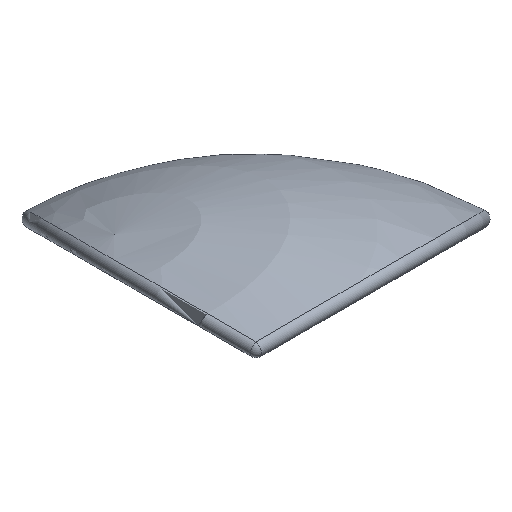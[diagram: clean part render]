
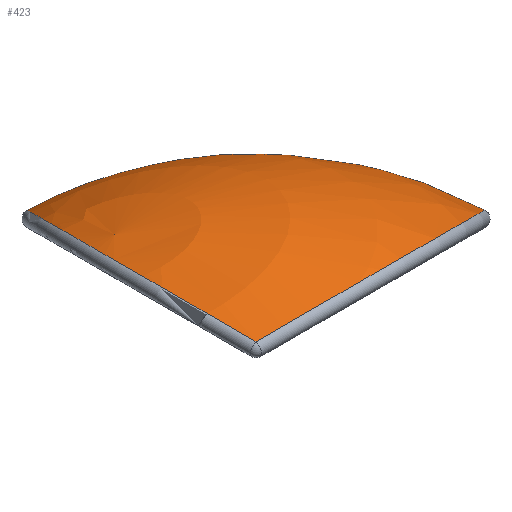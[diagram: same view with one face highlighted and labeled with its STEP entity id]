
A CAD part, top view. The second image highlights one B-rep face of the part: STEP entity #423.
In plain terms, the highlighted spherical face has radius 50 mm.
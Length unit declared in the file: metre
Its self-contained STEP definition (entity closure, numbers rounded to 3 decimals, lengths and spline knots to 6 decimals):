
#33=SPHERICAL_SURFACE('',#486,0.05);
#71=ORIENTED_EDGE('',*,*,#179,.T.);
#72=ORIENTED_EDGE('',*,*,#180,.T.);
#73=ORIENTED_EDGE('',*,*,#181,.T.);
#179=EDGE_CURVE('',#233,#234,#263,.F.);
#180=EDGE_CURVE('',#234,#235,#264,.F.);
#181=EDGE_CURVE('',#235,#233,#265,.F.);
#233=VERTEX_POINT('',#779);
#234=VERTEX_POINT('',#780);
#235=VERTEX_POINT('',#782);
#263=CIRCLE('',#487,0.042317);
#264=CIRCLE('',#488,0.042317);
#265=CIRCLE('',#489,0.042317);
#308=EDGE_LOOP('',(#71,#72,#73));
#364=FACE_BOUND('',#308,.T.);
#423=ADVANCED_FACE('',(#364),#33,.T.);
#486=AXIS2_PLACEMENT_3D('',#777,#595,#596);
#487=AXIS2_PLACEMENT_3D('',#778,#597,#598);
#488=AXIS2_PLACEMENT_3D('',#781,#599,#600);
#489=AXIS2_PLACEMENT_3D('',#783,#601,#602);
#595=DIRECTION('',(-0.289,0.833,0.471));
#596=DIRECTION('',(-0.5,0.289,-0.816));
#597=DIRECTION('',(0.,-0.577,-0.816));
#598=DIRECTION('',(0.,0.816,-0.577));
#599=DIRECTION('',(-0.5,-0.866,0.));
#600=DIRECTION('',(0.866,-0.5,0.));
#601=DIRECTION('',(0.5,-0.866,0.));
#602=DIRECTION('',(0.866,0.5,0.));
#777=CARTESIAN_POINT('',(0.2,-0.028868,0.));
#778=CARTESIAN_POINT('',(0.2,-0.013491,0.021745));
#779=CARTESIAN_POINT('',(0.223312,0.015345,0.001356));
#780=CARTESIAN_POINT('',(0.176688,0.015345,0.001356));
#781=CARTESIAN_POINT('',(0.213316,-0.005803,0.));
#782=CARTESIAN_POINT('',(0.2,0.001885,0.039424));
#783=CARTESIAN_POINT('',(0.186684,-0.005803,0.));
